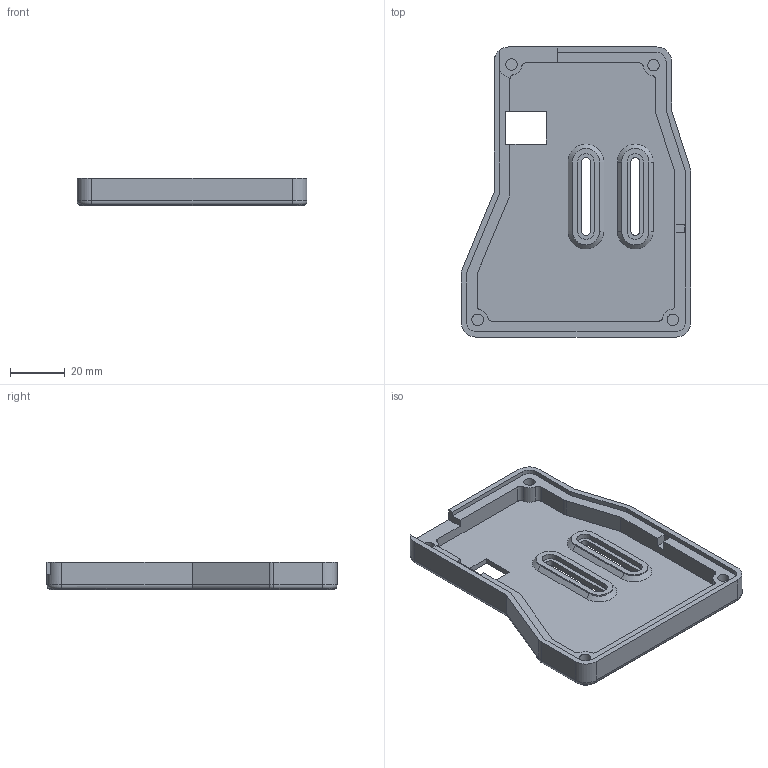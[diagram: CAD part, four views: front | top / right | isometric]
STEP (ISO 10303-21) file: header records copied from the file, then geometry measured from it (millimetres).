
FILE_DESCRIPTION(/* description */ ('FreeCAD Model'),/* implementation_level */ '2;1');
FILE_NAME(/* name */ '3x5_matrix_case_with_tb.step',/* time_stamp */ '2025-08-08T23:31:39+09:00',/* author */ (''),/* organization */ (''),/* preprocessor_version */ 'ST-DEVELOPER v20.1',/* originating_system */ 'Autodesk Translation Framework v14.10.0.0',/* authorisation */ '');
FILE_SCHEMA (('AUTOMOTIVE_DESIGN { 1 0 10303 214 3 1 1 }'));
Length unit declared in the file: millimetre
Products named in the file (1): Matrix
Bounding box: 83.8 x 105.8 x 10.1 mm (x, y, z)
Volume: 28574.5 mm3; surface area: 21782.4 mm2
Topology: 1 solids, 1 shells, 137 faces, 348 edges, 220 vertices
Faces by surface type: plane 71, cylinder 50, cone 10, torus 6
Full cylindrical faces by diameter (mm): 4.2 x4
Entity records: 4162 total; most frequent: DIRECTION 740, CARTESIAN_POINT 706, ORIENTED_EDGE 696, EDGE_CURVE 348, AXIS2_PLACEMENT_3D 254, LINE 232, VECTOR 232, VERTEX_POINT 220
